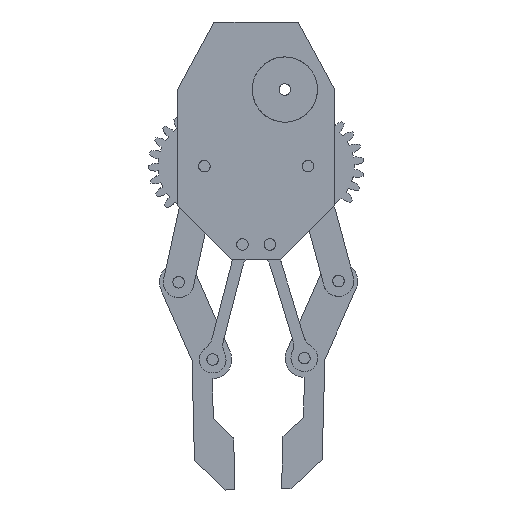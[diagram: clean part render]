
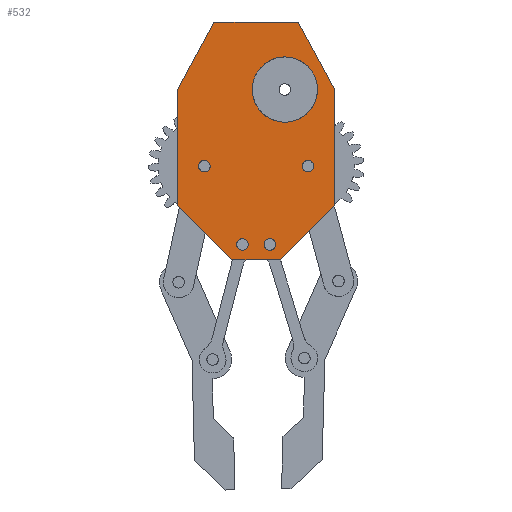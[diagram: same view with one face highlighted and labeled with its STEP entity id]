
A CAD part, front view. The second image highlights one B-rep face of the part: STEP entity #532.
In plain terms, the highlighted free-form (B-spline) face has degree [1, 1] with [2, 2] control points.
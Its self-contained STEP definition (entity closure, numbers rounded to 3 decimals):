
#24 = VERTEX_POINT('',#25);
#25 = CARTESIAN_POINT('',(16.337,0.,-51.189));
#30 = EDGE_CURVE('',#24,#24,#31,.T.);
#31 = ( BOUNDED_CURVE() B_SPLINE_CURVE(2,(#32,#33,#34,#35,#36,#37,#38),
.UNSPECIFIED.,.T.,.F.) B_SPLINE_CURVE_WITH_KNOTS((3,2,2,3),(
    3.142,5.236,7.33,9.425),
.PIECEWISE_BEZIER_KNOTS.) CURVE() GEOMETRIC_REPRESENTATION_ITEM() 
RATIONAL_B_SPLINE_CURVE((1.,0.5,1.,0.5,1.,0.5,1.)) REPRESENTATION_ITEM(
  '') );
#32 = CARTESIAN_POINT('',(16.337,0.,-51.189));
#33 = CARTESIAN_POINT('',(16.337,0.,-54.726));
#34 = CARTESIAN_POINT('',(19.4,0.,-52.957));
#35 = CARTESIAN_POINT('',(22.463,0.,-51.189));
#36 = CARTESIAN_POINT('',(19.4,0.,-49.42));
#37 = CARTESIAN_POINT('',(16.337,0.,-47.652));
#38 = CARTESIAN_POINT('',(16.337,0.,-51.189));
#76 = VERTEX_POINT('',#77);
#77 = CARTESIAN_POINT('',(-1.361,0.,-23.96));
#82 = EDGE_CURVE('',#76,#76,#83,.T.);
#83 = ( BOUNDED_CURVE() B_SPLINE_CURVE(2,(#84,#85,#86,#87,#88,#89,#90),
.UNSPECIFIED.,.T.,.F.) B_SPLINE_CURVE_WITH_KNOTS((3,2,2,3),(
    3.142,5.236,7.33,9.425),
.PIECEWISE_BEZIER_KNOTS.) CURVE() GEOMETRIC_REPRESENTATION_ITEM() 
RATIONAL_B_SPLINE_CURVE((1.,0.5,1.,0.5,1.,0.5,1.)) REPRESENTATION_ITEM(
  '') );
#84 = CARTESIAN_POINT('',(-1.361,0.,-23.96));
#85 = CARTESIAN_POINT('',(-1.361,0.,-44.004));
#86 = CARTESIAN_POINT('',(15.997,0.,-33.982));
#87 = CARTESIAN_POINT('',(33.355,0.,-23.96));
#88 = CARTESIAN_POINT('',(15.997,0.,-13.939));
#89 = CARTESIAN_POINT('',(-1.361,0.,-3.917));
#90 = CARTESIAN_POINT('',(-1.361,0.,-23.96));
#128 = VERTEX_POINT('',#129);
#129 = CARTESIAN_POINT('',(-20.421,0.,-51.189));
#134 = EDGE_CURVE('',#128,#128,#135,.T.);
#135 = ( BOUNDED_CURVE() B_SPLINE_CURVE(2,(#136,#137,#138,#139,#140,#141
,#142),.UNSPECIFIED.,.T.,.F.) B_SPLINE_CURVE_WITH_KNOTS((3,2,2,3),(
    3.142,5.236,7.33,9.425),
.PIECEWISE_BEZIER_KNOTS.) CURVE() GEOMETRIC_REPRESENTATION_ITEM() 
RATIONAL_B_SPLINE_CURVE((1.,0.5,1.,0.5,1.,0.5,1.)) REPRESENTATION_ITEM(
  '') );
#136 = CARTESIAN_POINT('',(-20.421,0.,-51.189));
#137 = CARTESIAN_POINT('',(-20.421,0.,-54.726));
#138 = CARTESIAN_POINT('',(-17.358,0.,-52.957));
#139 = CARTESIAN_POINT('',(-14.295,0.,-51.189));
#140 = CARTESIAN_POINT('',(-17.358,0.,-49.42));
#141 = CARTESIAN_POINT('',(-20.421,0.,-47.652));
#142 = CARTESIAN_POINT('',(-20.421,0.,-51.189));
#180 = VERTEX_POINT('',#181);
#181 = CARTESIAN_POINT('',(2.813,0.,-78.962));
#186 = EDGE_CURVE('',#180,#180,#187,.T.);
#187 = ( BOUNDED_CURVE() B_SPLINE_CURVE(2,(#188,#189,#190,#191,#192,#193
,#194),.UNSPECIFIED.,.T.,.F.) B_SPLINE_CURVE_WITH_KNOTS((3,2,2,3),(
    3.142,5.236,7.33,9.425),
.PIECEWISE_BEZIER_KNOTS.) CURVE() GEOMETRIC_REPRESENTATION_ITEM() 
RATIONAL_B_SPLINE_CURVE((1.,0.5,1.,0.5,1.,0.5,1.)) REPRESENTATION_ITEM(
  '') );
#188 = CARTESIAN_POINT('',(2.813,0.,-78.962));
#189 = CARTESIAN_POINT('',(2.813,0.,-82.499));
#190 = CARTESIAN_POINT('',(5.876,0.,-80.73));
#191 = CARTESIAN_POINT('',(8.939,0.,-78.962));
#192 = CARTESIAN_POINT('',(5.876,0.,-77.193));
#193 = CARTESIAN_POINT('',(2.813,0.,-75.425));
#194 = CARTESIAN_POINT('',(2.813,0.,-78.962));
#232 = VERTEX_POINT('',#233);
#233 = CARTESIAN_POINT('',(-6.897,0.,-78.962));
#238 = EDGE_CURVE('',#232,#232,#239,.T.);
#239 = ( BOUNDED_CURVE() B_SPLINE_CURVE(2,(#240,#241,#242,#243,#244,#245
,#246),.UNSPECIFIED.,.T.,.F.) B_SPLINE_CURVE_WITH_KNOTS((3,2,2,3),(
    3.142,5.236,7.33,9.425),
.PIECEWISE_BEZIER_KNOTS.) CURVE() GEOMETRIC_REPRESENTATION_ITEM() 
RATIONAL_B_SPLINE_CURVE((1.,0.5,1.,0.5,1.,0.5,1.)) REPRESENTATION_ITEM(
  '') );
#240 = CARTESIAN_POINT('',(-6.897,0.,-78.962));
#241 = CARTESIAN_POINT('',(-6.897,0.,-82.499));
#242 = CARTESIAN_POINT('',(-3.834,0.,-80.73));
#243 = CARTESIAN_POINT('',(-0.771,0.,-78.962));
#244 = CARTESIAN_POINT('',(-3.834,0.,-77.193));
#245 = CARTESIAN_POINT('',(-6.897,0.,-75.425));
#246 = CARTESIAN_POINT('',(-6.897,0.,-78.962));
#281 = EDGE_CURVE('',#282,#284,#286,.T.);
#282 = VERTEX_POINT('',#283);
#283 = CARTESIAN_POINT('',(-14.976,0.,0.));
#284 = VERTEX_POINT('',#285);
#285 = CARTESIAN_POINT('',(-27.909,0.,-23.96));
#286 = B_SPLINE_CURVE_WITH_KNOTS('',1,(#287,#288),.UNSPECIFIED.,.F.,.F.,
  (2,2),(0.,20.),.PIECEWISE_BEZIER_KNOTS.);
#287 = CARTESIAN_POINT('',(-14.976,0.,0.));
#288 = CARTESIAN_POINT('',(-27.909,0.,-23.96));
#317 = EDGE_CURVE('',#284,#318,#320,.T.);
#318 = VERTEX_POINT('',#319);
#319 = CARTESIAN_POINT('',(-27.909,0.,-65.211));
#320 = B_SPLINE_CURVE_WITH_KNOTS('',1,(#321,#322),.UNSPECIFIED.,.F.,.F.,
  (2,2),(0.,30.3),.PIECEWISE_BEZIER_KNOTS.);
#321 = CARTESIAN_POINT('',(-27.909,0.,-23.96));
#322 = CARTESIAN_POINT('',(-27.909,0.,-65.211));
#345 = EDGE_CURVE('',#318,#346,#348,.T.);
#346 = VERTEX_POINT('',#347);
#347 = CARTESIAN_POINT('',(-8.599,0.,-84.407));
#348 = B_SPLINE_CURVE_WITH_KNOTS('',1,(#349,#350),.UNSPECIFIED.,.F.,.F.,
  (2,2),(0.,20.),.PIECEWISE_BEZIER_KNOTS.);
#349 = CARTESIAN_POINT('',(-27.909,0.,-65.211));
#350 = CARTESIAN_POINT('',(-8.599,0.,-84.407));
#373 = EDGE_CURVE('',#374,#346,#376,.T.);
#374 = VERTEX_POINT('',#375);
#375 = CARTESIAN_POINT('',(8.599,0.,-84.407));
#376 = B_SPLINE_CURVE_WITH_KNOTS('',1,(#377,#378),.UNSPECIFIED.,.F.,.F.,
  (2,2),(0.,12.632),.PIECEWISE_BEZIER_KNOTS.);
#377 = CARTESIAN_POINT('',(8.599,0.,-84.407));
#378 = CARTESIAN_POINT('',(-8.599,0.,-84.407));
#401 = EDGE_CURVE('',#402,#374,#404,.T.);
#402 = VERTEX_POINT('',#403);
#403 = CARTESIAN_POINT('',(27.909,0.,-65.211));
#404 = B_SPLINE_CURVE_WITH_KNOTS('',1,(#405,#406),.UNSPECIFIED.,.F.,.F.,
  (2,2),(0.,20.),.PIECEWISE_BEZIER_KNOTS.);
#405 = CARTESIAN_POINT('',(27.909,0.,-65.211));
#406 = CARTESIAN_POINT('',(8.599,0.,-84.407));
#429 = EDGE_CURVE('',#430,#402,#432,.T.);
#430 = VERTEX_POINT('',#431);
#431 = CARTESIAN_POINT('',(27.909,0.,-23.96));
#432 = B_SPLINE_CURVE_WITH_KNOTS('',1,(#433,#434),.UNSPECIFIED.,.F.,.F.,
  (2,2),(0.,30.3),.PIECEWISE_BEZIER_KNOTS.);
#433 = CARTESIAN_POINT('',(27.909,0.,-23.96));
#434 = CARTESIAN_POINT('',(27.909,0.,-65.211));
#457 = EDGE_CURVE('',#458,#430,#460,.T.);
#458 = VERTEX_POINT('',#459);
#459 = CARTESIAN_POINT('',(14.976,0.,0.));
#460 = B_SPLINE_CURVE_WITH_KNOTS('',1,(#461,#462),.UNSPECIFIED.,.F.,.F.,
  (2,2),(0.,20.),.PIECEWISE_BEZIER_KNOTS.);
#461 = CARTESIAN_POINT('',(14.976,0.,0.));
#462 = CARTESIAN_POINT('',(27.909,0.,-23.96));
#485 = EDGE_CURVE('',#282,#458,#486,.T.);
#486 = B_SPLINE_CURVE_WITH_KNOTS('',1,(#487,#488),.UNSPECIFIED.,.F.,.F.,
  (2,2),(-11.,11.),.PIECEWISE_BEZIER_KNOTS.);
#487 = CARTESIAN_POINT('',(-14.976,0.,0.));
#488 = CARTESIAN_POINT('',(14.976,0.,0.));
#532 = ADVANCED_FACE('',(#533,#543,#546,#549,#552,#555),#558,.F.);
#533 = FACE_BOUND('',#534,.T.);
#534 = EDGE_LOOP('',(#535,#536,#537,#538,#539,#540,#541,#542));
#535 = ORIENTED_EDGE('',*,*,#485,.F.);
#536 = ORIENTED_EDGE('',*,*,#281,.T.);
#537 = ORIENTED_EDGE('',*,*,#317,.T.);
#538 = ORIENTED_EDGE('',*,*,#345,.T.);
#539 = ORIENTED_EDGE('',*,*,#373,.F.);
#540 = ORIENTED_EDGE('',*,*,#401,.F.);
#541 = ORIENTED_EDGE('',*,*,#429,.F.);
#542 = ORIENTED_EDGE('',*,*,#457,.F.);
#543 = FACE_BOUND('',#544,.T.);
#544 = EDGE_LOOP('',(#545));
#545 = ORIENTED_EDGE('',*,*,#238,.F.);
#546 = FACE_BOUND('',#547,.T.);
#547 = EDGE_LOOP('',(#548));
#548 = ORIENTED_EDGE('',*,*,#186,.F.);
#549 = FACE_BOUND('',#550,.T.);
#550 = EDGE_LOOP('',(#551));
#551 = ORIENTED_EDGE('',*,*,#134,.F.);
#552 = FACE_BOUND('',#553,.T.);
#553 = EDGE_LOOP('',(#554));
#554 = ORIENTED_EDGE('',*,*,#82,.F.);
#555 = FACE_BOUND('',#556,.T.);
#556 = EDGE_LOOP('',(#557));
#557 = ORIENTED_EDGE('',*,*,#30,.F.);
#558 = B_SPLINE_SURFACE_WITH_KNOTS('',1,1,(
    (#559,#560)
    ,(#561,#562
    )),.UNSPECIFIED.,.F.,.F.,.F.,(2,2),(2,2),(-20.5,20.5),(-31.,31.),
  .PIECEWISE_BEZIER_KNOTS.);
#559 = CARTESIAN_POINT('',(-27.909,0.,0.));
#560 = CARTESIAN_POINT('',(-27.909,0.,-84.407));
#561 = CARTESIAN_POINT('',(27.909,0.,0.));
#562 = CARTESIAN_POINT('',(27.909,0.,-84.407));
